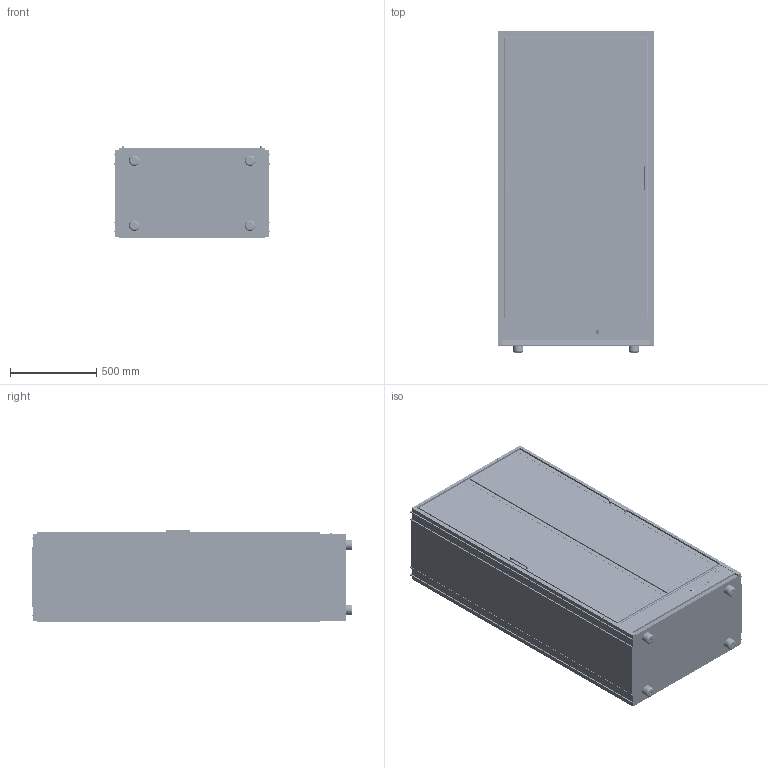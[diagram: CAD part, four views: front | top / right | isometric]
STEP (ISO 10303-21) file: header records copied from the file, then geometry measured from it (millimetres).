
FILE_DESCRIPTION (( 'STEP AP203' ), '1' );
FILE_NAME ('MD-M10___MP-M10.STEP', '2026-01-09T16:04:01', ( '' ), ( '' ), 'SwSTEP 2.0', 'SolidWorks 2021', '' );
FILE_SCHEMA (( 'CONFIG_CONTROL_DESIGN' ));
Length unit declared in the file: millimetre
Products named in the file (50): PARTE PANNELLO CON TONDINI; LED MODULO A CHIP; ISOLAMENTO POSTERIORE mod A; ASSIEME BOTTIGLIA ETICHETTA 6; STRUTTURA ALLUMINIO e POLIURETANO MODULO A; BASE ALLUMINIO ANODIZZATO; ASSIEME BOTTIGLIA ETICHETTA 1; TOP INTERNO MODULI A; SPALLA INTERNA MODULO A; ASSIEME BOTTIGLIA ETICHETTA 4; INTERRUTTORE 0-1 (Z-CE-INTLB); BOTTIGLIA ROSSO TAPPO; BOTTIGLIA ETICHETTA 6; BOTTIGLIA ETICHETTA 4; BOTTIGLIA TAPPO 4; MANIGLIA QUADRA A0A78128 - 135 X 12 X 20; LED MODULO A BASE; BOTTIGLIA ETICHETTA 5; ANTA mod A; ASSIEME BOTTIGLIA ETICHETTA 8; TELAIO ANTA BATTENTE MODULO A; BOTTIGLIA TAPPO 5; ASSIEME VAR10 INTERNO; ASSIEME MODULO A ESTERNO_MURALE; ASSIEME BOTTIGLIA ETICHETTA 2; BOTTIGLIA TAPPO 3; BOTTIGLIA ETICHETTA 1; ASSIEME BOTTIGLIA ETICHETTA 3; BOTTIGLIA TAPPO 6; BOTTIGLIA TAPPO 8; BOTTIGLIA ETICHETTA 3; FASCIA INFERIORE POSTERIORE PARETE MURALE ALLUMINIO; PIEDINO PLASTICA NERA D.  60 X 40 H; BOTTIGLIA TAPPO 2; ASSIEME 6 BOTTIGLIE  ETICHETTE MISTE 1; ASSIEME 9 BOTTIGLIE  ETICHETTE MISTE 1; BOTTIGLIA ETICHETTA 8; TERMOREGOLATORE DIXELL XW 60 L X RENDERING ; MD-M10___MP-M10; ASSIEME LED MODULO A ...
Assembly tree (112 placements, depth 6):
  MD-M10___MP-M10
    ASSIEME VAR10 INTERNO
      BASE ALLUMINIO ANODIZZATO
      ASSIEME PANNELLI CON TONDINI + 120 BOTTIGLIE
        PARTE PANNELLO CON TONDINI
        ASSIEME 6 BOTTIGLIE  ETICHETTE MISTE 1  x6
          ASSIEME BOTTIGLIA ETICHETTA 2
            BOTTIGLIA ETICHETTA 2
            BOTTIGLIA TAPPO 2
          ASSIEME BOTTIGLIA ETICHETTA 3
            BOTTIGLIA ETICHETTA 3
            BOTTIGLIA TAPPO 3
          ASSIEME BOTTIGLIA ETICHETTA 4
            BOTTIGLIA ETICHETTA 4
            BOTTIGLIA TAPPO 4
          ASSIEME BOTTIGLIA ETICHETTA 5
            BOTTIGLIA ETICHETTA 5
            BOTTIGLIA TAPPO 5
          ASSIEME BOTTIGLIA ETICHETTA 6
            BOTTIGLIA ETICHETTA 6
            BOTTIGLIA TAPPO 6
          ASSIEME BOTTIGLIA ETICHETTA 7
            BOTTIGLIA ETICHETTA 7
            BOTTIGLIA TAPPO 7
        ASSIEME 9 BOTTIGLIE  ETICHETTE MISTE 1  x3
          ASSIEME BOTTIGLIA ETICHETTA 2
            BOTTIGLIA ETICHETTA 2
            BOTTIGLIA TAPPO 2
          ASSIEME BOTTIGLIA ETICHETTA 3
            BOTTIGLIA ETICHETTA 3
            BOTTIGLIA TAPPO 3
          ASSIEME BOTTIGLIA ETICHETTA 4
            BOTTIGLIA ETICHETTA 4
            BOTTIGLIA TAPPO 4
          ASSIEME BOTTIGLIA ETICHETTA 5
            BOTTIGLIA ETICHETTA 5
            BOTTIGLIA TAPPO 5
          ASSIEME BOTTIGLIA ETICHETTA 6
            BOTTIGLIA ETICHETTA 6
            BOTTIGLIA TAPPO 6
          ASSIEME BOTTIGLIA ETICHETTA 7
            BOTTIGLIA ETICHETTA 7
            BOTTIGLIA TAPPO 7
          ASSIEME BOTTIGLIA ETICHETTA 8
            BOTTIGLIA ETICHETTA 8
            BOTTIGLIA TAPPO 8
          ASSIEME BOTTIGLIA ETICHETTA 1
            BOTTIGLIA ROSSO TAPPO
            BOTTIGLIA ETICHETTA 1
        ASSIEME BOTTIGLIA ETICHETTA 1  x4
          BOTTIGLIA ROSSO TAPPO
          BOTTIGLIA ETICHETTA 1
        ASSIEME BOTTIGLIA ETICHETTA 6  x3
          BOTTIGLIA ETICHETTA 6
          BOTTIGLIA TAPPO 6
        ASSIEME BOTTIGLIA ETICHETTA 5  x4
          BOTTIGLIA ETICHETTA 5
          BOTTIGLIA TAPPO 5
        ASSIEME BOTTIGLIA ETICHETTA 2  x4
          BOTTIGLIA ETICHETTA 2
Bounding box: 900 x 1858 x 529 mm (x, y, z)
Volume: 361186620.6 mm3; surface area: 31262070.6 mm2
Topology: 391 solids, 391 shells, 13665 faces, 31222 edges, 20076 vertices
Faces by surface type: plane 6916, cylinder 3583, bspline 1710, torus 1448, sphere 8
Entity records: 94114 total; most frequent: CARTESIAN_POINT 22925, DIRECTION 13410, ORIENTED_EDGE 12708, EDGE_CURVE 6354, AXIS2_PLACEMENT_3D 4595, LINE 4220, VECTOR 4220, VERTEX_POINT 4182
